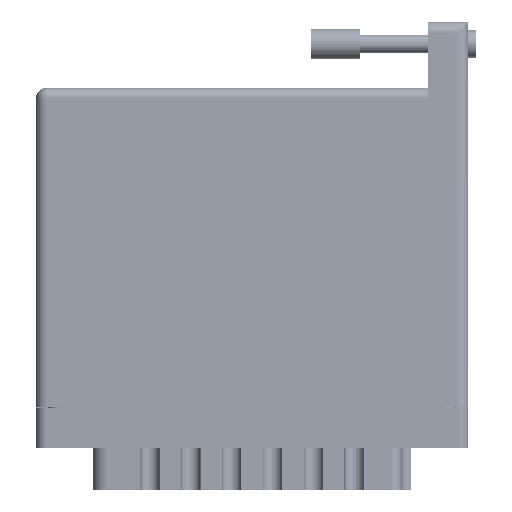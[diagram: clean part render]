
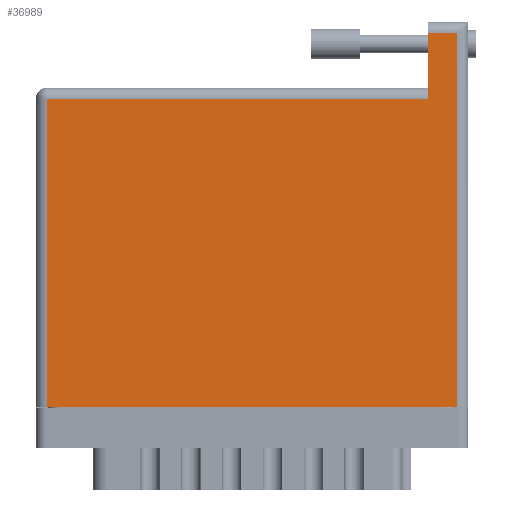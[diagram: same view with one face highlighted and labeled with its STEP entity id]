
A CAD part, front view. The second image highlights one B-rep face of the part: STEP entity #36989.
In plain terms, the highlighted face is planar.
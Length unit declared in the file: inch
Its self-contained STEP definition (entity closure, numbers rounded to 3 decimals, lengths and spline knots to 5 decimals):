
#97 = VERTEX_POINT ( 'NONE', #75470 ) ;
#160 = VECTOR ( 'NONE', #64014, 39.37008 ) ;
#1768 = EDGE_CURVE ( 'NONE', #60652, #97, #12668, .T. ) ;
#1934 = CARTESIAN_POINT ( 'NONE',  ( 2.685, 0., 0. ) ) ;
#3726 = DIRECTION ( 'NONE',  ( -1., 0., 0. ) ) ;
#8164 = AXIS2_PLACEMENT_3D ( 'NONE', #69489, #26643, #77629 ) ;
#8796 = ORIENTED_EDGE ( 'NONE', *, *, #1768, .T. ) ;
#12668 = LINE ( 'NONE', #89184, #72062 ) ;
#13035 = CARTESIAN_POINT ( 'NONE',  ( 2.499, 2.45, 0. ) ) ;
#15030 = FACE_OUTER_BOUND ( 'NONE', #76250, .T. ) ;
#16044 = DIRECTION ( 'NONE',  ( -1., 0., 0. ) ) ;
#16433 = CARTESIAN_POINT ( 'NONE',  ( 2.685, 2.38, 0. ) ) ;
#16463 = ORIENTED_EDGE ( 'NONE', *, *, #86204, .T. ) ;
#19776 = EDGE_CURVE ( 'NONE', #25814, #60652, #85620, .T. ) ;
#20568 = DIRECTION ( 'NONE',  ( 0., -1., 0. ) ) ;
#20673 = PLANE ( 'NONE',  #8164 ) ;
#20832 = CARTESIAN_POINT ( 'NONE',  ( 0.07, 0., 0. ) ) ;
#25195 = CARTESIAN_POINT ( 'NONE',  ( 0., 0., 0. ) ) ;
#25344 = EDGE_CURVE ( 'NONE', #57112, #65851, #44847, .T. ) ;
#25814 = VERTEX_POINT ( 'NONE', #82101 ) ;
#25838 = VECTOR ( 'NONE', #82171, 39.37008 ) ;
#26060 = EDGE_CURVE ( 'NONE', #65851, #66956, #72714, .T. ) ;
#26643 = DIRECTION ( 'NONE',  ( 0., 0., -1. ) ) ;
#26992 = CARTESIAN_POINT ( 'NONE',  ( 2.685, 2.45, 0. ) ) ;
#27119 = LINE ( 'NONE', #20832, #160 ) ;
#33044 = EDGE_CURVE ( 'NONE', #97, #57112, #27119, .T. ) ;
#36989 = ADVANCED_FACE ( 'NONE', ( #15030 ), #20673, .F. ) ;
#39292 = ORIENTED_EDGE ( 'NONE', *, *, #33044, .T. ) ;
#39706 = VECTOR ( 'NONE', #20568, 39.37008 ) ;
#41371 = VECTOR ( 'NONE', #77684, 39.37008 ) ;
#44847 = LINE ( 'NONE', #25195, #25838 ) ;
#47516 = ORIENTED_EDGE ( 'NONE', *, *, #25344, .T. ) ;
#48810 = CARTESIAN_POINT ( 'NONE',  ( 2.499, 1.96, 0. ) ) ;
#57112 = VERTEX_POINT ( 'NONE', #76256 ) ;
#60652 = VERTEX_POINT ( 'NONE', #48810 ) ;
#64014 = DIRECTION ( 'NONE',  ( 0., -1., 0. ) ) ;
#65851 = VERTEX_POINT ( 'NONE', #1934 ) ;
#66956 = VERTEX_POINT ( 'NONE', #16433 ) ;
#69489 = CARTESIAN_POINT ( 'NONE',  ( 0., 2.03, 0. ) ) ;
#72062 = VECTOR ( 'NONE', #3726, 39.37008 ) ;
#72714 = LINE ( 'NONE', #26992, #41371 ) ;
#75470 = CARTESIAN_POINT ( 'NONE',  ( 0.07, 1.96, 0. ) ) ;
#76250 = EDGE_LOOP ( 'NONE', ( #80304, #8796, #39292, #47516, #86681, #16463 ) ) ;
#76256 = CARTESIAN_POINT ( 'NONE',  ( 0.07, 0., 0. ) ) ;
#76981 = VECTOR ( 'NONE', #16044, 39.37008 ) ;
#77629 = DIRECTION ( 'NONE',  ( -1., 0., 0. ) ) ;
#77684 = DIRECTION ( 'NONE',  ( 0., 1., 0. ) ) ;
#79330 = CARTESIAN_POINT ( 'NONE',  ( 0., 2.38, 0. ) ) ;
#80304 = ORIENTED_EDGE ( 'NONE', *, *, #19776, .T. ) ;
#82101 = CARTESIAN_POINT ( 'NONE',  ( 2.499, 2.38, 0. ) ) ;
#82171 = DIRECTION ( 'NONE',  ( 1., 0., 0. ) ) ;
#82544 = LINE ( 'NONE', #79330, #76981 ) ;
#85620 = LINE ( 'NONE', #13035, #39706 ) ;
#86204 = EDGE_CURVE ( 'NONE', #66956, #25814, #82544, .T. ) ;
#86681 = ORIENTED_EDGE ( 'NONE', *, *, #26060, .T. ) ;
#89184 = CARTESIAN_POINT ( 'NONE',  ( 0., 1.96, 0. ) ) ;
